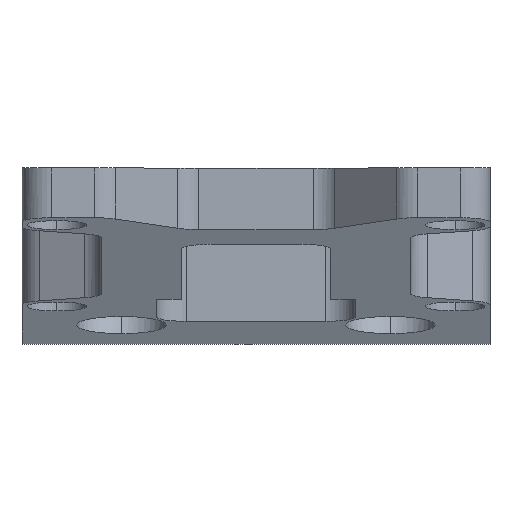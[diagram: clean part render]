
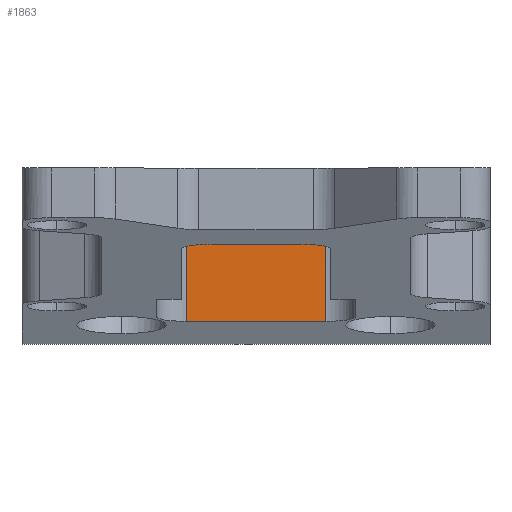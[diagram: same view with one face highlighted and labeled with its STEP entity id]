
A CAD part, top view. The second image highlights one B-rep face of the part: STEP entity #1863.
In plain terms, the highlighted planar face has unit normal (0, 0, 1).
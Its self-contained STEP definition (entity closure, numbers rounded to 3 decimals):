
#15 = VECTOR ( 'NONE', #1109, 1000. ) ;
#23 = CARTESIAN_POINT ( 'NONE',  ( 23.5, -10.277, 5. ) ) ;
#24 = ORIENTED_EDGE ( 'NONE', *, *, #1875, .T. ) ;
#31 = PLANE ( 'NONE',  #341 ) ;
#144 = VECTOR ( 'NONE', #613, 1000. ) ;
#173 = VERTEX_POINT ( 'NONE', #2072 ) ;
#242 = CARTESIAN_POINT ( 'NONE',  ( -10., -12.539, 5. ) ) ;
#341 = AXIS2_PLACEMENT_3D ( 'NONE', #242, #1126, #898 ) ;
#602 = CARTESIAN_POINT ( 'NONE',  ( 7., 5., 5. ) ) ;
#610 = VECTOR ( 'NONE', #2244, 1000. ) ;
#613 = DIRECTION ( 'NONE',  ( 0., 1., 0. ) ) ;
#716 = VECTOR ( 'NONE', #2489, 1000. ) ;
#737 = VERTEX_POINT ( 'NONE', #2145 ) ;
#748 = EDGE_LOOP ( 'NONE', ( #24, #2034, #2017, #1135 ) ) ;
#898 = DIRECTION ( 'NONE',  ( 1., 0., 0. ) ) ;
#1064 = CARTESIAN_POINT ( 'NONE',  ( 7., 5., 5. ) ) ;
#1109 = DIRECTION ( 'NONE',  ( 1., 0., 0. ) ) ;
#1126 = DIRECTION ( 'NONE',  ( 0., 0., 1. ) ) ;
#1135 = ORIENTED_EDGE ( 'NONE', *, *, #2134, .T. ) ;
#1150 = FACE_OUTER_BOUND ( 'NONE', #748, .T. ) ;
#1274 = VERTEX_POINT ( 'NONE', #2693 ) ;
#1311 = EDGE_CURVE ( 'NONE', #173, #2318, #1330, .T. ) ;
#1330 = LINE ( 'NONE', #602, #144 ) ;
#1440 = LINE ( 'NONE', #2476, #716 ) ;
#1614 = CARTESIAN_POINT ( 'NONE',  ( -10., 5., 5. ) ) ;
#1703 = LINE ( 'NONE', #23, #15 ) ;
#1863 = ADVANCED_FACE ( 'NONE', ( #1150 ), #31, .T. ) ;
#1875 = EDGE_CURVE ( 'NONE', #1274, #173, #1703, .T. ) ;
#2017 = ORIENTED_EDGE ( 'NONE', *, *, #2447, .F. ) ;
#2034 = ORIENTED_EDGE ( 'NONE', *, *, #1311, .T. ) ;
#2072 = CARTESIAN_POINT ( 'NONE',  ( 7., -10.277, 5. ) ) ;
#2134 = EDGE_CURVE ( 'NONE', #737, #1274, #1440, .T. ) ;
#2145 = CARTESIAN_POINT ( 'NONE',  ( -7., 5., 5. ) ) ;
#2198 = LINE ( 'NONE', #1614, #610 ) ;
#2244 = DIRECTION ( 'NONE',  ( 1., 0., 0. ) ) ;
#2318 = VERTEX_POINT ( 'NONE', #1064 ) ;
#2447 = EDGE_CURVE ( 'NONE', #737, #2318, #2198, .T. ) ;
#2476 = CARTESIAN_POINT ( 'NONE',  ( -7., -12.539, 5. ) ) ;
#2489 = DIRECTION ( 'NONE',  ( 0., -1., 0. ) ) ;
#2693 = CARTESIAN_POINT ( 'NONE',  ( -7., -10.277, 5. ) ) ;
